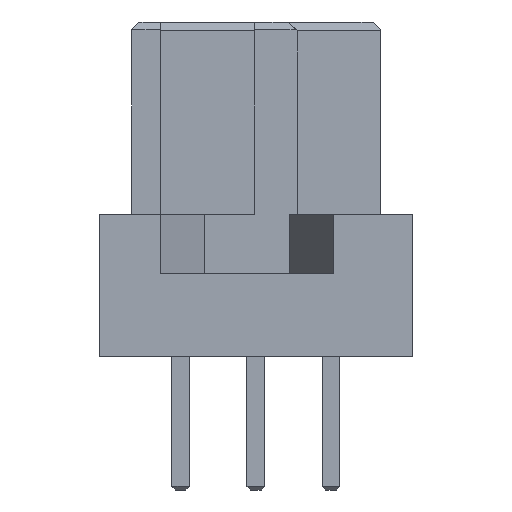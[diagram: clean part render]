
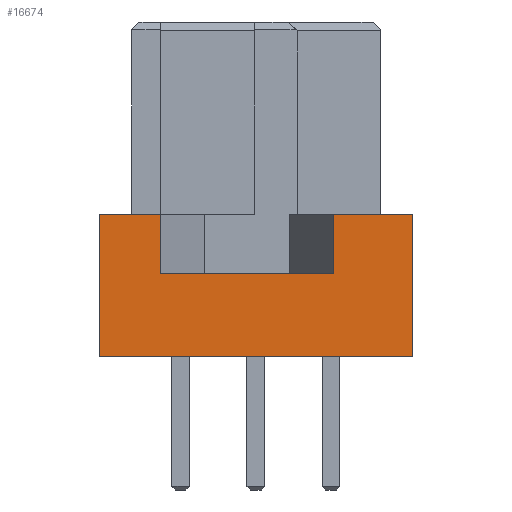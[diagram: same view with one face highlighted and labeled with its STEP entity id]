
A CAD part, left-side view. The second image highlights one B-rep face of the part: STEP entity #16674.
In plain terms, the highlighted planar face has unit normal (-1, 0, 0).
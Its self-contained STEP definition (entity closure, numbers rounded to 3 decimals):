
#1896=FACE_OUTER_BOUND('',#2929,.T.);
#2929=EDGE_LOOP('',(#14732,#14733,#14734,#14735,#14736,#14737,#14738,#14739));
#2955=LINE('',#21677,#5069);
#2978=LINE('',#21722,#5092);
#3036=LINE('',#21852,#5150);
#4984=LINE('',#25847,#7098);
#4991=LINE('',#25859,#7105);
#5046=LINE('',#25965,#7160);
#5047=LINE('',#25966,#7161);
#5048=LINE('',#25967,#7162);
#5069=VECTOR('',#17669,25.4);
#5092=VECTOR('',#17694,25.4);
#5150=VECTOR('',#17796,25.4);
#7098=VECTOR('',#21490,25.4);
#7105=VECTOR('',#21499,25.4);
#7160=VECTOR('',#21602,25.4);
#7161=VECTOR('',#21603,25.4);
#7162=VECTOR('',#21604,25.4);
#7182=VERTEX_POINT('',#21673);
#7184=VERTEX_POINT('',#21676);
#7205=VERTEX_POINT('',#21720);
#7254=VERTEX_POINT('',#21849);
#7255=VERTEX_POINT('',#21851);
#8428=VERTEX_POINT('',#25844);
#8429=VERTEX_POINT('',#25846);
#8433=VERTEX_POINT('',#25857);
#8469=EDGE_CURVE('',#7184,#7182,#2955,.T.);
#8492=EDGE_CURVE('',#7205,#7182,#2978,.T.);
#8554=EDGE_CURVE('',#7255,#7254,#3036,.T.);
#10506=EDGE_CURVE('',#8429,#8428,#4984,.T.);
#10513=EDGE_CURVE('',#8428,#8433,#4991,.T.);
#10568=EDGE_CURVE('',#7205,#8429,#5046,.T.);
#10569=EDGE_CURVE('',#8433,#7255,#5047,.T.);
#10570=EDGE_CURVE('',#7184,#7254,#5048,.T.);
#14732=ORIENTED_EDGE('',*,*,#8492,.F.);
#14733=ORIENTED_EDGE('',*,*,#10568,.T.);
#14734=ORIENTED_EDGE('',*,*,#10506,.T.);
#14735=ORIENTED_EDGE('',*,*,#10513,.T.);
#14736=ORIENTED_EDGE('',*,*,#10569,.T.);
#14737=ORIENTED_EDGE('',*,*,#8554,.T.);
#14738=ORIENTED_EDGE('',*,*,#10570,.F.);
#14739=ORIENTED_EDGE('',*,*,#8469,.T.);
#15740=PLANE('',#17636);
#16674=ADVANCED_FACE('',(#1896),#15740,.T.);
#17636=AXIS2_PLACEMENT_3D('',#25964,#21600,#21601);
#17669=DIRECTION('',(0.,1.,0.));
#17694=DIRECTION('',(0.,0.,1.));
#17796=DIRECTION('',(0.,1.,0.));
#21490=DIRECTION('',(0.,0.,1.));
#21499=DIRECTION('',(0.,1.,0.));
#21600=DIRECTION('center_axis',(-1.,0.,0.));
#21601=DIRECTION('ref_axis',(0.,0.,1.));
#21602=DIRECTION('',(0.,-1.,0.));
#21603=DIRECTION('',(0.,0.,-1.));
#21604=DIRECTION('',(0.,0.,-1.));
#21673=CARTESIAN_POINT('',(-2.446,4.991,4.8));
#21676=CARTESIAN_POINT('',(-2.446,2.921,4.8));
#21677=CARTESIAN_POINT('',(-2.446,-0.305,4.8));
#21720=CARTESIAN_POINT('',(-2.446,4.991,0.));
#21722=CARTESIAN_POINT('',(-2.446,4.991,0.));
#21849=CARTESIAN_POINT('',(-2.446,2.921,2.8));
#21851=CARTESIAN_POINT('',(-2.446,-2.921,2.8));
#21852=CARTESIAN_POINT('',(-2.446,-2.921,2.8));
#25844=CARTESIAN_POINT('',(-2.446,-5.601,4.8));
#25846=CARTESIAN_POINT('',(-2.446,-5.601,0.));
#25847=CARTESIAN_POINT('',(-2.446,-5.601,0.));
#25857=CARTESIAN_POINT('',(-2.446,-2.921,4.8));
#25859=CARTESIAN_POINT('',(-2.446,-0.305,4.8));
#25964=CARTESIAN_POINT('Origin',(-2.446,-0.305,0.));
#25965=CARTESIAN_POINT('',(-2.446,-0.305,0.));
#25966=CARTESIAN_POINT('',(-2.446,-2.921,2.896));
#25967=CARTESIAN_POINT('',(-2.446,2.921,2.896));
